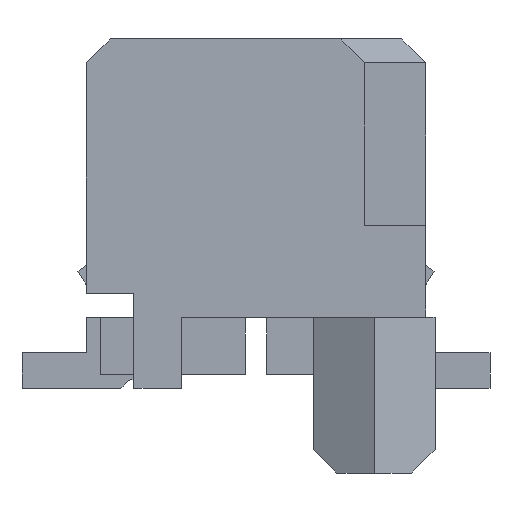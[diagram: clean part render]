
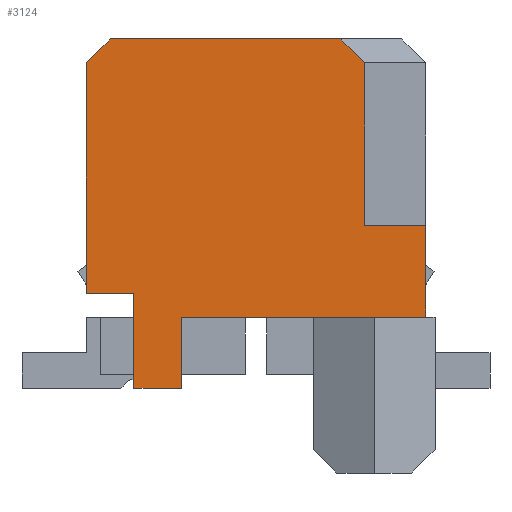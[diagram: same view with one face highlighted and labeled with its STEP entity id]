
A CAD part, left-side view. The second image highlights one B-rep face of the part: STEP entity #3124.
In plain terms, the highlighted planar face has unit normal (-1, 0, 0).
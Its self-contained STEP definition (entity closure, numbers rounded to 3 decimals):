
#1=DIRECTION('',(0.,1.,0.));
#2=VECTOR('',#1,3.6);
#3=CARTESIAN_POINT('',(-4.43,-2.5,0.));
#4=LINE('',#3,#2);
#5=DIRECTION('',(0.,0.,-1.));
#6=VECTOR('',#5,1.05);
#7=CARTESIAN_POINT('',(-4.43,1.1,0.));
#8=LINE('',#7,#6);
#9=DIRECTION('',(0.,0.,1.));
#10=VECTOR('',#9,1.4);
#11=CARTESIAN_POINT('',(-4.43,1.8,-1.05));
#12=LINE('',#11,#10);
#13=DIRECTION('',(0.,1.,0.));
#14=VECTOR('',#13,0.7);
#15=CARTESIAN_POINT('',(-4.43,1.8,0.35));
#16=LINE('',#15,#14);
#17=DIRECTION('',(0.,0.,1.));
#18=VECTOR('',#17,3.4);
#19=CARTESIAN_POINT('',(-4.43,2.5,0.35));
#20=LINE('',#19,#18);
#21=DIRECTION('',(0.,-1.,0.));
#22=VECTOR('',#21,0.9);
#23=CARTESIAN_POINT('',(-4.43,-1.6,1.35));
#24=LINE('',#23,#22);
#25=DIRECTION('',(0.,0.,-1.));
#26=VECTOR('',#25,1.35);
#27=CARTESIAN_POINT('',(-4.43,-2.5,1.35));
#28=LINE('',#27,#26);
#386=DIRECTION('',(0.,1.,0.));
#387=VECTOR('',#386,0.7);
#388=CARTESIAN_POINT('',(-4.43,1.1,-1.05));
#389=LINE('',#388,#387);
#1821=DIRECTION('',(0.,0.,1.));
#1822=VECTOR('',#1821,2.4);
#1823=CARTESIAN_POINT('',(-4.43,-1.6,1.35));
#1824=LINE('',#1823,#1822);
#1837=DIRECTION('',(0.,-0.707,-0.707));
#1838=VECTOR('',#1837,0.495);
#1839=CARTESIAN_POINT('',(-4.43,-1.25,4.1));
#1840=LINE('',#1839,#1838);
#1841=DIRECTION('',(0.,-1.,0.));
#1842=VECTOR('',#1841,3.4);
#1843=CARTESIAN_POINT('',(-4.43,2.15,4.1));
#1844=LINE('',#1843,#1842);
#1861=DIRECTION('',(0.,0.707,-0.707));
#1862=VECTOR('',#1861,0.495);
#1863=CARTESIAN_POINT('',(-4.43,2.15,4.1));
#1864=LINE('',#1863,#1862);
#2345=CARTESIAN_POINT('',(-4.43,-2.5,1.35));
#2346=CARTESIAN_POINT('',(-4.43,-2.5,0.));
#2347=VERTEX_POINT('',#2345);
#2348=VERTEX_POINT('',#2346);
#2349=CARTESIAN_POINT('',(-4.43,1.8,0.35));
#2350=CARTESIAN_POINT('',(-4.43,2.5,0.35));
#2351=VERTEX_POINT('',#2349);
#2352=VERTEX_POINT('',#2350);
#2361=CARTESIAN_POINT('',(-4.43,-1.6,1.35));
#2362=VERTEX_POINT('',#2361);
#2435=CARTESIAN_POINT('',(-4.43,-1.25,4.1));
#2436=VERTEX_POINT('',#2435);
#2437=CARTESIAN_POINT('',(-4.43,-1.6,3.75));
#2438=VERTEX_POINT('',#2437);
#2439=CARTESIAN_POINT('',(-4.43,2.15,4.1));
#2440=VERTEX_POINT('',#2439);
#2441=CARTESIAN_POINT('',(-4.43,2.5,3.75));
#2442=VERTEX_POINT('',#2441);
#2763=CARTESIAN_POINT('',(-4.43,1.8,-1.05));
#2765=VERTEX_POINT('',#2763);
#2769=CARTESIAN_POINT('',(-4.43,1.1,-1.05));
#2770=VERTEX_POINT('',#2769);
#2783=CARTESIAN_POINT('',(-4.43,1.1,0.));
#2784=VERTEX_POINT('',#2783);
#3093=CARTESIAN_POINT('',(-4.43,0.,0.));
#3094=DIRECTION('',(1.,0.,0.));
#3095=DIRECTION('',(0.,1.,0.));
#3096=AXIS2_PLACEMENT_3D('',#3093,#3094,#3095);
#3097=PLANE('',#3096);
#3099=ORIENTED_EDGE('',*,*,#3098,.T.);
#3101=ORIENTED_EDGE('',*,*,#3100,.T.);
#3103=ORIENTED_EDGE('',*,*,#3102,.T.);
#3105=ORIENTED_EDGE('',*,*,#3104,.T.);
#3107=ORIENTED_EDGE('',*,*,#3106,.T.);
#3109=ORIENTED_EDGE('',*,*,#3108,.T.);
#3111=ORIENTED_EDGE('',*,*,#3110,.F.);
#3113=ORIENTED_EDGE('',*,*,#3112,.T.);
#3115=ORIENTED_EDGE('',*,*,#3114,.T.);
#3117=ORIENTED_EDGE('',*,*,#3116,.F.);
#3119=ORIENTED_EDGE('',*,*,#3118,.T.);
#3121=ORIENTED_EDGE('',*,*,#3120,.T.);
#3122=EDGE_LOOP('',(#3099,#3101,#3103,#3105,#3107,#3109,#3111,#3113,#3115,#3117,
#3119,#3121));
#3123=FACE_OUTER_BOUND('',#3122,.F.);
#3124=ADVANCED_FACE('',(#3123),#3097,.F.);
#3098=EDGE_CURVE('',#2348,#2784,#4,.T.);
#3100=EDGE_CURVE('',#2784,#2770,#8,.T.);
#3102=EDGE_CURVE('',#2770,#2765,#389,.T.);
#3104=EDGE_CURVE('',#2765,#2351,#12,.T.);
#3106=EDGE_CURVE('',#2351,#2352,#16,.T.);
#3108=EDGE_CURVE('',#2352,#2442,#20,.T.);
#3110=EDGE_CURVE('',#2440,#2442,#1864,.T.);
#3112=EDGE_CURVE('',#2440,#2436,#1844,.T.);
#3114=EDGE_CURVE('',#2436,#2438,#1840,.T.);
#3116=EDGE_CURVE('',#2362,#2438,#1824,.T.);
#3118=EDGE_CURVE('',#2362,#2347,#24,.T.);
#3120=EDGE_CURVE('',#2347,#2348,#28,.T.);
